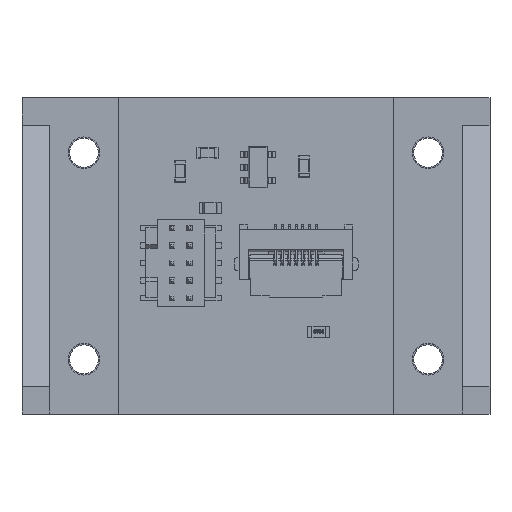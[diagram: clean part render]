
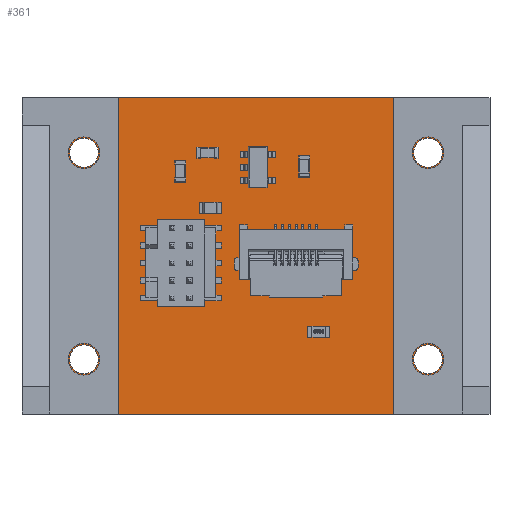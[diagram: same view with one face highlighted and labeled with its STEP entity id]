
A CAD part, top view. The second image highlights one B-rep face of the part: STEP entity #361.
In plain terms, the highlighted planar face has unit normal (0, 0, 1).
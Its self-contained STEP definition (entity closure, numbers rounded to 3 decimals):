
#88 = VERTEX_POINT('',#89);
#89 = CARTESIAN_POINT('',(107.,47.,0.411));
#95 = EDGE_CURVE('',#88,#96,#98,.T.);
#96 = VERTEX_POINT('',#97);
#97 = CARTESIAN_POINT('',(107.,70.,0.411));
#98 = LINE('',#99,#100);
#99 = CARTESIAN_POINT('',(107.,47.,0.411));
#100 = VECTOR('',#101,1.);
#101 = DIRECTION('',(0.,1.,0.));
#126 = EDGE_CURVE('',#96,#127,#129,.T.);
#127 = VERTEX_POINT('',#128);
#128 = CARTESIAN_POINT('',(136.,70.,0.411));
#129 = LINE('',#130,#131);
#130 = CARTESIAN_POINT('',(107.,70.,0.411));
#131 = VECTOR('',#132,1.);
#132 = DIRECTION('',(1.,0.,0.));
#157 = EDGE_CURVE('',#127,#158,#160,.T.);
#158 = VERTEX_POINT('',#159);
#159 = CARTESIAN_POINT('',(136.,47.,0.411));
#160 = LINE('',#161,#162);
#161 = CARTESIAN_POINT('',(136.,70.,0.411));
#162 = VECTOR('',#163,1.);
#163 = DIRECTION('',(0.,-1.,0.));
#188 = EDGE_CURVE('',#158,#88,#189,.T.);
#189 = LINE('',#190,#191);
#190 = CARTESIAN_POINT('',(136.,47.,0.411));
#191 = VECTOR('',#192,1.);
#192 = DIRECTION('',(-1.,0.,0.));
#212 = VERTEX_POINT('',#213);
#213 = CARTESIAN_POINT('',(110.05,51.,0.411));
#219 = EDGE_CURVE('',#212,#212,#220,.T.);
#220 = CIRCLE('',#221,1.05);
#221 = AXIS2_PLACEMENT_3D('',#222,#223,#224);
#222 = CARTESIAN_POINT('',(109.,51.,0.411));
#223 = DIRECTION('',(0.,0.,1.));
#224 = DIRECTION('',(1.,0.,-0.));
#245 = VERTEX_POINT('',#246);
#246 = CARTESIAN_POINT('',(110.05,66.,0.411));
#252 = EDGE_CURVE('',#245,#245,#253,.T.);
#253 = CIRCLE('',#254,1.05);
#254 = AXIS2_PLACEMENT_3D('',#255,#256,#257);
#255 = CARTESIAN_POINT('',(109.,66.,0.411));
#256 = DIRECTION('',(0.,0.,1.));
#257 = DIRECTION('',(1.,0.,-0.));
#278 = VERTEX_POINT('',#279);
#279 = CARTESIAN_POINT('',(135.05,51.,0.411));
#285 = EDGE_CURVE('',#278,#278,#286,.T.);
#286 = CIRCLE('',#287,1.05);
#287 = AXIS2_PLACEMENT_3D('',#288,#289,#290);
#288 = CARTESIAN_POINT('',(134.,51.,0.411));
#289 = DIRECTION('',(0.,0.,1.));
#290 = DIRECTION('',(1.,0.,-0.));
#311 = VERTEX_POINT('',#312);
#312 = CARTESIAN_POINT('',(135.05,66.,0.411));
#318 = EDGE_CURVE('',#311,#311,#319,.T.);
#319 = CIRCLE('',#320,1.05);
#320 = AXIS2_PLACEMENT_3D('',#321,#322,#323);
#321 = CARTESIAN_POINT('',(134.,66.,0.411));
#322 = DIRECTION('',(0.,0.,1.));
#323 = DIRECTION('',(1.,0.,-0.));
#361 = ADVANCED_FACE('',(#362,#368,#371,#374,#377),#380,.F.);
#362 = FACE_BOUND('',#363,.F.);
#363 = EDGE_LOOP('',(#364,#365,#366,#367));
#364 = ORIENTED_EDGE('',*,*,#95,.T.);
#365 = ORIENTED_EDGE('',*,*,#126,.T.);
#366 = ORIENTED_EDGE('',*,*,#157,.T.);
#367 = ORIENTED_EDGE('',*,*,#188,.T.);
#368 = FACE_BOUND('',#369,.T.);
#369 = EDGE_LOOP('',(#370));
#370 = ORIENTED_EDGE('',*,*,#219,.T.);
#371 = FACE_BOUND('',#372,.T.);
#372 = EDGE_LOOP('',(#373));
#373 = ORIENTED_EDGE('',*,*,#252,.T.);
#374 = FACE_BOUND('',#375,.T.);
#375 = EDGE_LOOP('',(#376));
#376 = ORIENTED_EDGE('',*,*,#285,.T.);
#377 = FACE_BOUND('',#378,.T.);
#378 = EDGE_LOOP('',(#379));
#379 = ORIENTED_EDGE('',*,*,#318,.T.);
#380 = PLANE('',#381);
#381 = AXIS2_PLACEMENT_3D('',#382,#383,#384);
#382 = CARTESIAN_POINT('',(121.5,58.5,0.411));
#383 = DIRECTION('',(-0.,-0.,-1.));
#384 = DIRECTION('',(-1.,0.,0.));
